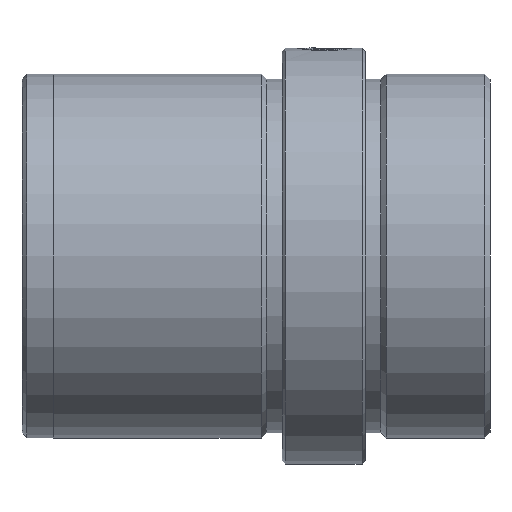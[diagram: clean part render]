
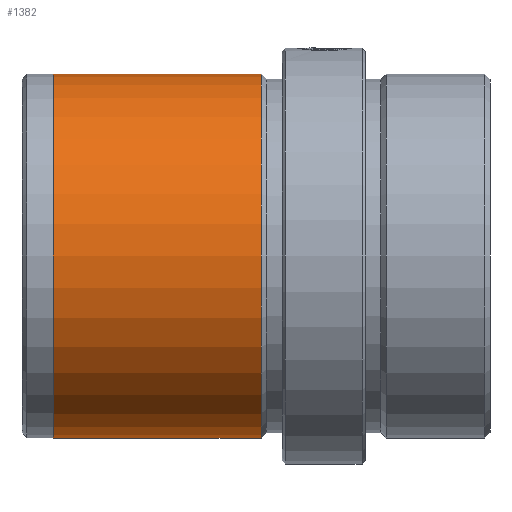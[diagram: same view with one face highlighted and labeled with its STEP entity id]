
A CAD part, left-side view. The second image highlights one B-rep face of the part: STEP entity #1382.
In plain terms, the highlighted cylindrical face has radius 17.5 mm (diameter 35 mm), a partial arc.
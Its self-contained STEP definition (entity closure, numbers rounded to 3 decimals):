
#63 = CARTESIAN_POINT ( 'NONE',  ( 0., 0., 17.5 ) ) ;
#134 = VERTEX_POINT ( 'NONE', #1889 ) ;
#142 = CIRCLE ( 'NONE', #1039, 17.5 ) ;
#214 = ORIENTED_EDGE ( 'NONE', *, *, #2054, .T. ) ;
#222 = EDGE_CURVE ( 'NONE', #134, #1198, #1919, .T. ) ;
#301 = VERTEX_POINT ( 'NONE', #1530 ) ;
#367 = AXIS2_PLACEMENT_3D ( 'NONE', #1518, #1699, #382 ) ;
#382 = DIRECTION ( 'NONE',  ( 0., 0., -1. ) ) ;
#504 = AXIS2_PLACEMENT_3D ( 'NONE', #1790, #814, #1950 ) ;
#669 = CIRCLE ( 'NONE', #504, 17.5 ) ;
#721 = EDGE_CURVE ( 'NONE', #1198, #1434, #142, .T. ) ;
#814 = DIRECTION ( 'NONE',  ( 0., -1., 0. ) ) ;
#838 = CARTESIAN_POINT ( 'NONE',  ( 0., 22., 0. ) ) ;
#999 = DIRECTION ( 'NONE',  ( 0., 0., -1. ) ) ;
#1039 = AXIS2_PLACEMENT_3D ( 'NONE', #838, #1969, #999 ) ;
#1081 = EDGE_CURVE ( 'NONE', #301, #1434, #1703, .T. ) ;
#1198 = VERTEX_POINT ( 'NONE', #2069 ) ;
#1206 = CARTESIAN_POINT ( 'NONE',  ( 0., 0., -17.5 ) ) ;
#1212 = VECTOR ( 'NONE', #1852, 1000. ) ;
#1232 = CYLINDRICAL_SURFACE ( 'NONE', #367, 17.5 ) ;
#1382 = ADVANCED_FACE ( 'NONE', ( #1730 ), #1232, .T. ) ;
#1434 = VERTEX_POINT ( 'NONE', #1938 ) ;
#1489 = ORIENTED_EDGE ( 'NONE', *, *, #1081, .T. ) ;
#1518 = CARTESIAN_POINT ( 'NONE',  ( 0., 0., 0. ) ) ;
#1530 = CARTESIAN_POINT ( 'NONE',  ( 0., 42., -17.5 ) ) ;
#1633 = ORIENTED_EDGE ( 'NONE', *, *, #222, .F. ) ;
#1662 = EDGE_LOOP ( 'NONE', ( #1633, #214, #1489, #1824 ) ) ;
#1699 = DIRECTION ( 'NONE',  ( 0., -1., 0. ) ) ;
#1703 = LINE ( 'NONE', #1206, #1212 ) ;
#1730 = FACE_OUTER_BOUND ( 'NONE', #1662, .T. ) ;
#1790 = CARTESIAN_POINT ( 'NONE',  ( 0., 42., 0. ) ) ;
#1824 = ORIENTED_EDGE ( 'NONE', *, *, #721, .F. ) ;
#1852 = DIRECTION ( 'NONE',  ( 0., -1., 0. ) ) ;
#1881 = VECTOR ( 'NONE', #1997, 1000. ) ;
#1889 = CARTESIAN_POINT ( 'NONE',  ( 0., 42., 17.5 ) ) ;
#1919 = LINE ( 'NONE', #63, #1881 ) ;
#1938 = CARTESIAN_POINT ( 'NONE',  ( 0., 22., -17.5 ) ) ;
#1950 = DIRECTION ( 'NONE',  ( 0., 0., -1. ) ) ;
#1969 = DIRECTION ( 'NONE',  ( 0., -1., 0. ) ) ;
#1997 = DIRECTION ( 'NONE',  ( 0., -1., 0. ) ) ;
#2054 = EDGE_CURVE ( 'NONE', #134, #301, #669, .T. ) ;
#2069 = CARTESIAN_POINT ( 'NONE',  ( 0., 22., 17.5 ) ) ;
